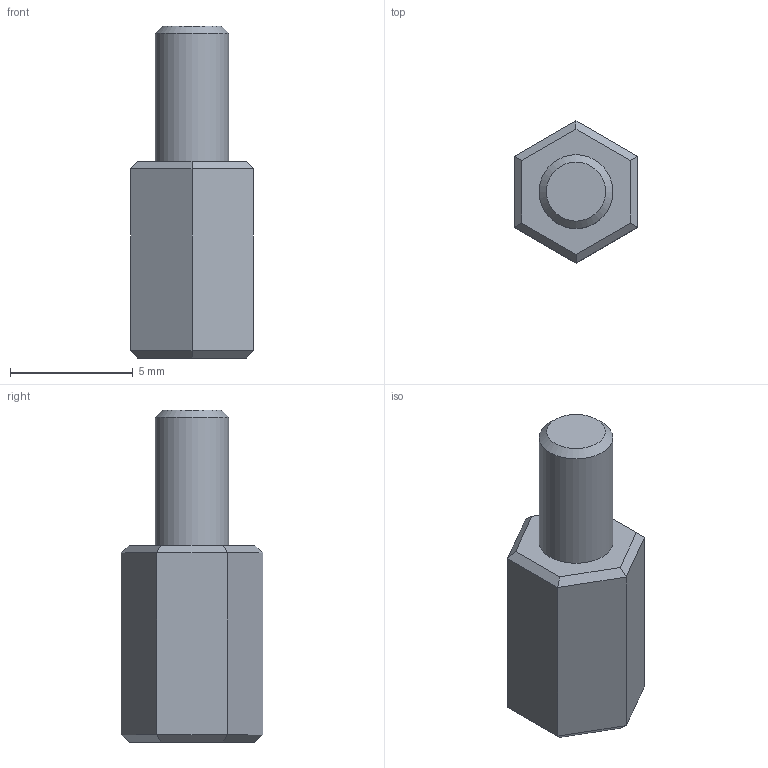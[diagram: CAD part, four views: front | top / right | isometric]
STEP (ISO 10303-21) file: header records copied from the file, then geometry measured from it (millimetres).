
FILE_DESCRIPTION(('STEP AP214'), '1');
FILE_NAME('PCSN-8', '2025-01-16T14:19:59', (''), (''), 'C3D Converter', 'C3D Toolkit', '');
FILE_SCHEMA(('AUTOMOTIVE_DESIGN { 1 0 10303 214 3 1 1}'));
Length unit declared in the file: millimetre
Bounding box: 5 x 5.77 x 13.5 mm (x, y, z)
Volume: 170 mm3; surface area: 286.6 mm2
Topology: 1 solids, 1 shells, 26 faces, 52 edges, 30 vertices
Faces by surface type: plane 22, cylinder 2, cone 2
Full cylindrical faces by diameter (mm): 2.5 x1, 3 x1
Entity records: 890 total; most frequent: DIRECTION 108, CARTESIAN_POINT 105, ORIENTED_EDGE 96, EDGE_CURVE 48, LINE 42, VECTOR 42, AXIS2_PLACEMENT_3D 33, EDGE_LOOP 32
